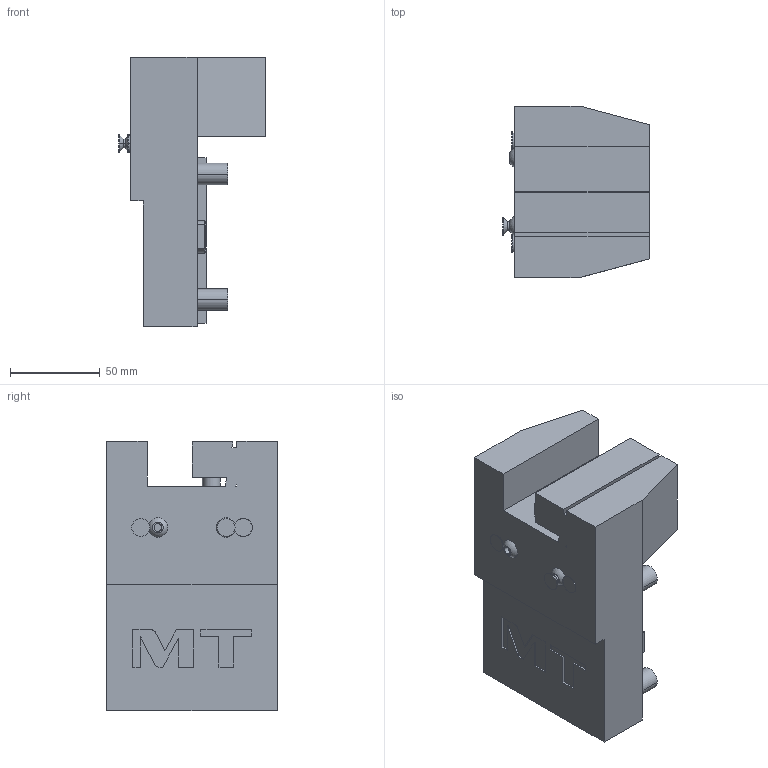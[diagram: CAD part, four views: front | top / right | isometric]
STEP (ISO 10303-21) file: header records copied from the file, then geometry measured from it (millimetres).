
FILE_DESCRIPTION((''),'2;1');
FILE_NAME('DWO3652500_CONF','2023-05-08T12:14:26',('gvalli'),('M.T. srl'),'CREO PARAMETRIC BY PTC INC, 2021072','CREO PARAMETRIC BY PTC INC, 2021072','');
FILE_SCHEMA(('CONFIG_CONTROL_DESIGN'));
Length unit declared in the file: millimetre
Products named in the file (1): DWO3652500_CONF
Bounding box: 81.65 x 95 x 150 mm (x, y, z)
Volume: 584948.1 mm3; surface area: 65785.3 mm2
Topology: 1 solids, 1 shells, 140 faces, 362 edges, 233 vertices
Faces by surface type: plane 87, cylinder 31, cone 14, torus 4, sphere 2, extrusion 2
Entity records: 4387 total; most frequent: CARTESIAN_POINT 828, DIRECTION 734, ORIENTED_EDGE 724, EDGE_CURVE 362, AXIS2_PLACEMENT_3D 248, VECTOR 238, LINE 236, VERTEX_POINT 233
